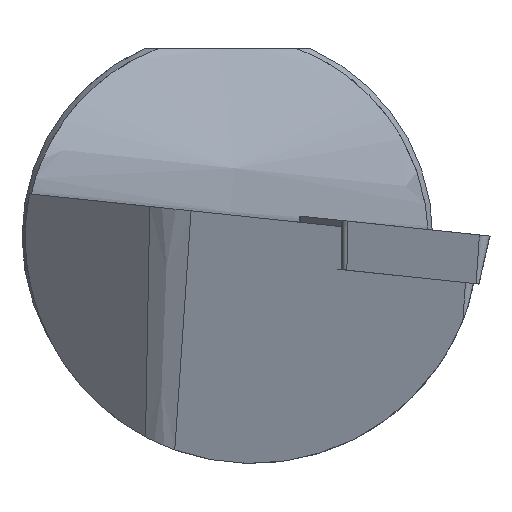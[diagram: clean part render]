
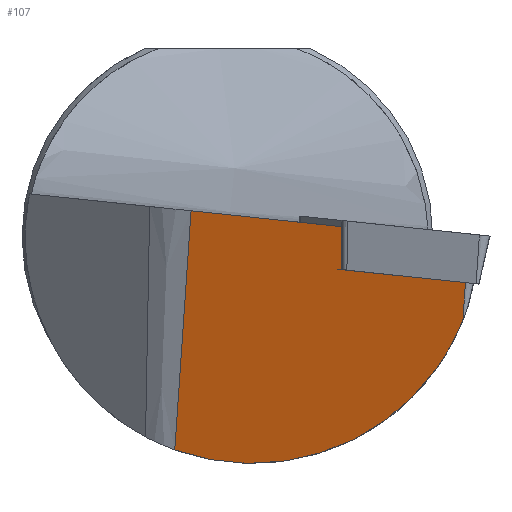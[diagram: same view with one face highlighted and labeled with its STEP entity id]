
A CAD part, left-side view. The second image highlights one B-rep face of the part: STEP entity #107.
In plain terms, the highlighted planar face has unit normal (-0.947, 0.308, -0.09).
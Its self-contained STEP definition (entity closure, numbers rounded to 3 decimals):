
#107=ADVANCED_FACE('',(#158),#141,.T.);
#141=PLANE('',#637);
#158=FACE_OUTER_BOUND('',#191,.T.);
#191=EDGE_LOOP('',(#240,#241,#242,#243,#244,#245));
#226=ELLIPSE('',#636,11.667,11.05);
#240=ORIENTED_EDGE('',*,*,#469,.F.);
#241=ORIENTED_EDGE('',*,*,#470,.F.);
#242=ORIENTED_EDGE('',*,*,#471,.T.);
#243=ORIENTED_EDGE('',*,*,#472,.T.);
#244=ORIENTED_EDGE('',*,*,#473,.F.);
#245=ORIENTED_EDGE('',*,*,#474,.F.);
#412=VERTEX_POINT('',#867);
#413=VERTEX_POINT('',#868);
#414=VERTEX_POINT('',#870);
#415=VERTEX_POINT('',#872);
#416=VERTEX_POINT('',#874);
#417=VERTEX_POINT('',#876);
#469=EDGE_CURVE('',#412,#413,#554,.T.);
#470=EDGE_CURVE('',#414,#412,#555,.T.);
#471=EDGE_CURVE('',#414,#415,#556,.T.);
#472=EDGE_CURVE('',#415,#416,#226,.T.);
#473=EDGE_CURVE('',#417,#416,#557,.T.);
#474=EDGE_CURVE('',#413,#417,#558,.T.);
#554=LINE('',#866,#596);
#555=LINE('',#869,#597);
#556=LINE('',#871,#598);
#557=LINE('',#875,#599);
#558=LINE('',#877,#600);
#596=VECTOR('',#703,1.);
#597=VECTOR('',#704,1.);
#598=VECTOR('',#705,1.);
#599=VECTOR('',#708,1.);
#600=VECTOR('',#709,1.);
#636=AXIS2_PLACEMENT_3D('',#873,#706,#707);
#637=AXIS2_PLACEMENT_3D('',#878,#710,#711);
#703=DIRECTION('',(0.097,0.007,-0.995));
#704=DIRECTION('',(-0.299,-0.949,-0.1));
#705=DIRECTION('',(0.116,0.067,-0.991));
#706=DIRECTION('',(-0.947,0.308,-0.09));
#707=DIRECTION('',(0.321,0.909,-0.266));
#708=DIRECTION('',(0.116,0.067,-0.991));
#709=DIRECTION('',(-0.299,-0.949,-0.1));
#710=DIRECTION('',(-0.947,0.308,-0.09));
#711=DIRECTION('',(-0.309,-0.951,0.));
#866=CARTESIAN_POINT('',(2.476,-5.604,0.369));
#867=CARTESIAN_POINT('',(2.465,-5.605,0.476));
#868=CARTESIAN_POINT('',(2.669,-5.59,-1.614));
#869=CARTESIAN_POINT('',(0.533,-11.733,-0.169));
#870=CARTESIAN_POINT('',(4.79,1.768,1.251));
#871=CARTESIAN_POINT('',(4.755,1.747,1.55));
#872=CARTESIAN_POINT('',(6.156,2.561,-10.39));
#873=CARTESIAN_POINT('',(3.943,-1.2,0.));
#874=CARTESIAN_POINT('',(0.993,-11.466,-4.087));
#875=CARTESIAN_POINT('',(0.498,-11.754,0.131));
#876=CARTESIAN_POINT('',(0.777,-11.592,-2.245));
#877=CARTESIAN_POINT('',(0.777,-11.592,-2.245));
#878=CARTESIAN_POINT('',(0.498,-11.754,0.131));
